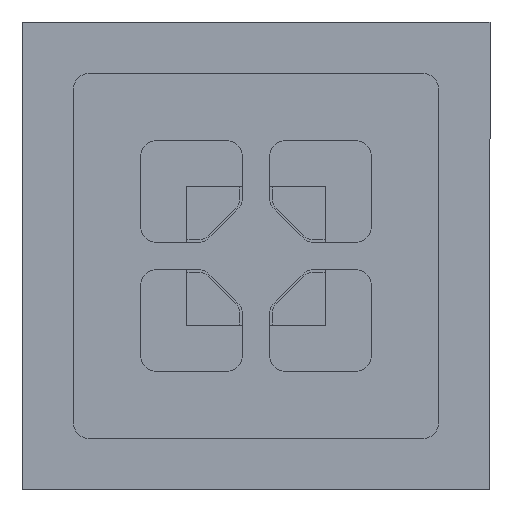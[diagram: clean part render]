
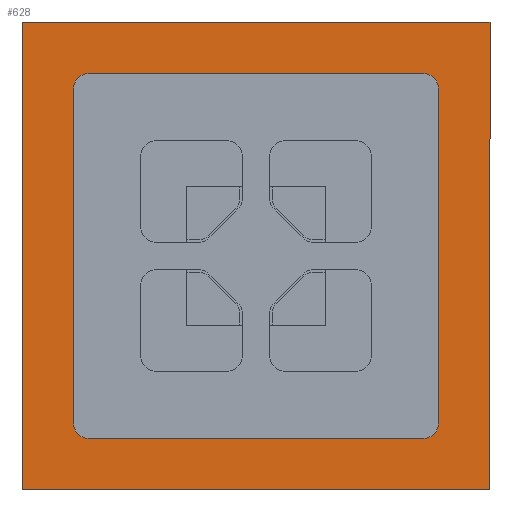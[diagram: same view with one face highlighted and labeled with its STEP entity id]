
A CAD part, front view. The second image highlights one B-rep face of the part: STEP entity #628.
In plain terms, the highlighted planar face has unit normal (0, -1, 0).
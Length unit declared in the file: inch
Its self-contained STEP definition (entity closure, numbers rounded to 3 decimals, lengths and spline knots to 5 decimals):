
#3 = CIRCLE ( 'NONE', #1352, 0.0625 ) ;
#51 = CARTESIAN_POINT ( 'NONE',  ( 1.65431, 0.21657, -1.71681 ) ) ;
#99 = CARTESIAN_POINT ( 'NONE',  ( -0.0625, 0.21657, 0.0625 ) ) ;
#119 = CARTESIAN_POINT ( 'NONE',  ( 1.65431, 0.21657, -0.15819 ) ) ;
#186 = CARTESIAN_POINT ( 'NONE',  ( 1.9375, 0.21657, -1.9375 ) ) ;
#236 = DIRECTION ( 'NONE',  ( 0., -1., 0. ) ) ;
#244 = EDGE_CURVE ( 'NONE', #1439, #2151, #3, .T. ) ;
#259 = VECTOR ( 'NONE', #850, 39.37008 ) ;
#274 = PLANE ( 'NONE',  #2211 ) ;
#289 = DIRECTION ( 'NONE',  ( 0., 1., 0. ) ) ;
#306 = VERTEX_POINT ( 'NONE', #536 ) ;
#323 = LINE ( 'NONE', #3511, #2886 ) ;
#330 = VECTOR ( 'NONE', #1338, 39.37008 ) ;
#455 = DIRECTION ( 'NONE',  ( 0., 0., 1. ) ) ;
#536 = CARTESIAN_POINT ( 'NONE',  ( 1.71681, 0.21657, -0.22069 ) ) ;
#572 = VECTOR ( 'NONE', #996, 39.37008 ) ;
#594 = DIRECTION ( 'NONE',  ( 0., -1., 0. ) ) ;
#613 = VERTEX_POINT ( 'NONE', #948 ) ;
#628 = ADVANCED_FACE ( 'NONE', ( #1507, #3149 ), #274, .F. ) ;
#746 = DIRECTION ( 'NONE',  ( 0., -1., 0. ) ) ;
#774 = EDGE_CURVE ( 'NONE', #3675, #2186, #3036, .T. ) ;
#778 = ORIENTED_EDGE ( 'NONE', *, *, #1213, .F. ) ;
#796 = CARTESIAN_POINT ( 'NONE',  ( 0.15819, 0.21657, -0.22069 ) ) ;
#797 = CARTESIAN_POINT ( 'NONE',  ( 0.22069, 0.21657, -1.71681 ) ) ;
#850 = DIRECTION ( 'NONE',  ( 0., 0., 1. ) ) ;
#916 = DIRECTION ( 'NONE',  ( -1., 0., 0. ) ) ;
#917 = CARTESIAN_POINT ( 'NONE',  ( 1.65431, 0.21657, -1.65431 ) ) ;
#927 = VECTOR ( 'NONE', #2527, 39.37008 ) ;
#948 = CARTESIAN_POINT ( 'NONE',  ( 1.65431, 0.21657, -0.15819 ) ) ;
#958 = CARTESIAN_POINT ( 'NONE',  ( -0.0625, 0.21657, -1.9375 ) ) ;
#996 = DIRECTION ( 'NONE',  ( 0., 0., -1. ) ) ;
#1048 = CARTESIAN_POINT ( 'NONE',  ( -0.0625, 0.21657, -1.9375 ) ) ;
#1092 = EDGE_CURVE ( 'NONE', #2504, #306, #1731, .T. ) ;
#1198 = DIRECTION ( 'NONE',  ( 0., 0., 1. ) ) ;
#1213 = EDGE_CURVE ( 'NONE', #2151, #1694, #3585, .T. ) ;
#1224 = CIRCLE ( 'NONE', #3105, 0.0625 ) ;
#1301 = LINE ( 'NONE', #958, #3224 ) ;
#1338 = DIRECTION ( 'NONE',  ( 0., 0., -1. ) ) ;
#1352 = AXIS2_PLACEMENT_3D ( 'NONE', #3676, #746, #455 ) ;
#1365 = VECTOR ( 'NONE', #916, 39.37008 ) ;
#1439 = VERTEX_POINT ( 'NONE', #2238 ) ;
#1488 = ORIENTED_EDGE ( 'NONE', *, *, #244, .F. ) ;
#1507 = FACE_OUTER_BOUND ( 'NONE', #2661, .T. ) ;
#1517 = EDGE_CURVE ( 'NONE', #2786, #1811, #323, .T. ) ;
#1527 = DIRECTION ( 'NONE',  ( 0., -1., 0. ) ) ;
#1618 = CIRCLE ( 'NONE', #2825, 0.0625 ) ;
#1694 = VERTEX_POINT ( 'NONE', #1913 ) ;
#1731 = LINE ( 'NONE', #2888, #259 ) ;
#1811 = VERTEX_POINT ( 'NONE', #1048 ) ;
#1817 = VERTEX_POINT ( 'NONE', #2216 ) ;
#1836 = DIRECTION ( 'NONE',  ( 0., 0., 1. ) ) ;
#1848 = ORIENTED_EDGE ( 'NONE', *, *, #1092, .F. ) ;
#1852 = CARTESIAN_POINT ( 'NONE',  ( 1.65431, 0.21657, -0.22069 ) ) ;
#1887 = EDGE_CURVE ( 'NONE', #1694, #1817, #1618, .T. ) ;
#1912 = VECTOR ( 'NONE', #3571, 39.37008 ) ;
#1913 = CARTESIAN_POINT ( 'NONE',  ( 0.15819, 0.21657, -1.65431 ) ) ;
#1919 = ORIENTED_EDGE ( 'NONE', *, *, #3111, .F. ) ;
#1931 = LINE ( 'NONE', #186, #330 ) ;
#1983 = EDGE_CURVE ( 'NONE', #613, #1439, #3252, .T. ) ;
#2129 = CARTESIAN_POINT ( 'NONE',  ( -0.0625, 0.21657, 0.0625 ) ) ;
#2142 = CARTESIAN_POINT ( 'NONE',  ( 0.15819, 0.21657, -0.22069 ) ) ;
#2151 = VERTEX_POINT ( 'NONE', #796 ) ;
#2186 = VERTEX_POINT ( 'NONE', #3095 ) ;
#2211 = AXIS2_PLACEMENT_3D ( 'NONE', #3482, #289, #2640 ) ;
#2216 = CARTESIAN_POINT ( 'NONE',  ( 0.22069, 0.21657, -1.71681 ) ) ;
#2230 = LINE ( 'NONE', #797, #927 ) ;
#2238 = CARTESIAN_POINT ( 'NONE',  ( 0.22069, 0.21657, -0.15819 ) ) ;
#2273 = EDGE_LOOP ( 'NONE', ( #2760, #3441, #1848, #1919, #3614, #3709, #778, #1488 ) ) ;
#2351 = CARTESIAN_POINT ( 'NONE',  ( 1.9375, 0.21657, -1.9375 ) ) ;
#2504 = VERTEX_POINT ( 'NONE', #3340 ) ;
#2527 = DIRECTION ( 'NONE',  ( 1., 0., 0. ) ) ;
#2531 = EDGE_CURVE ( 'NONE', #2186, #2786, #1931, .T. ) ;
#2543 = ORIENTED_EDGE ( 'NONE', *, *, #1517, .F. ) ;
#2640 = DIRECTION ( 'NONE',  ( 0., 0., 1. ) ) ;
#2661 = EDGE_LOOP ( 'NONE', ( #2869, #2543, #3179, #2790 ) ) ;
#2678 = DIRECTION ( 'NONE',  ( 0., 0., 1. ) ) ;
#2736 = VERTEX_POINT ( 'NONE', #51 ) ;
#2760 = ORIENTED_EDGE ( 'NONE', *, *, #1983, .F. ) ;
#2786 = VERTEX_POINT ( 'NONE', #2351 ) ;
#2790 = ORIENTED_EDGE ( 'NONE', *, *, #774, .F. ) ;
#2825 = AXIS2_PLACEMENT_3D ( 'NONE', #2853, #236, #3735 ) ;
#2853 = CARTESIAN_POINT ( 'NONE',  ( 0.22069, 0.21657, -1.65431 ) ) ;
#2869 = ORIENTED_EDGE ( 'NONE', *, *, #2896, .F. ) ;
#2882 = DIRECTION ( 'NONE',  ( -1., 0., 0. ) ) ;
#2886 = VECTOR ( 'NONE', #2882, 39.37008 ) ;
#2888 = CARTESIAN_POINT ( 'NONE',  ( 1.71681, 0.21657, -1.65431 ) ) ;
#2896 = EDGE_CURVE ( 'NONE', #1811, #3675, #1301, .T. ) ;
#3036 = LINE ( 'NONE', #99, #1912 ) ;
#3095 = CARTESIAN_POINT ( 'NONE',  ( 1.9375, 0.21657, 0.0625 ) ) ;
#3105 = AXIS2_PLACEMENT_3D ( 'NONE', #1852, #1527, #2678 ) ;
#3111 = EDGE_CURVE ( 'NONE', #2736, #2504, #3593, .T. ) ;
#3149 = FACE_BOUND ( 'NONE', #2273, .T. ) ;
#3179 = ORIENTED_EDGE ( 'NONE', *, *, #2531, .F. ) ;
#3224 = VECTOR ( 'NONE', #1836, 39.37008 ) ;
#3252 = LINE ( 'NONE', #119, #1365 ) ;
#3340 = CARTESIAN_POINT ( 'NONE',  ( 1.71681, 0.21657, -1.65431 ) ) ;
#3354 = EDGE_CURVE ( 'NONE', #306, #613, #1224, .T. ) ;
#3441 = ORIENTED_EDGE ( 'NONE', *, *, #3354, .F. ) ;
#3472 = EDGE_CURVE ( 'NONE', #1817, #2736, #2230, .T. ) ;
#3482 = CARTESIAN_POINT ( 'NONE',  ( 0., 0.21657, 0. ) ) ;
#3511 = CARTESIAN_POINT ( 'NONE',  ( -0.0625, 0.21657, -1.9375 ) ) ;
#3571 = DIRECTION ( 'NONE',  ( 1., 0., 0. ) ) ;
#3585 = LINE ( 'NONE', #2142, #572 ) ;
#3593 = CIRCLE ( 'NONE', #3717, 0.0625 ) ;
#3614 = ORIENTED_EDGE ( 'NONE', *, *, #3472, .F. ) ;
#3675 = VERTEX_POINT ( 'NONE', #2129 ) ;
#3676 = CARTESIAN_POINT ( 'NONE',  ( 0.22069, 0.21657, -0.22069 ) ) ;
#3709 = ORIENTED_EDGE ( 'NONE', *, *, #1887, .F. ) ;
#3717 = AXIS2_PLACEMENT_3D ( 'NONE', #917, #594, #1198 ) ;
#3735 = DIRECTION ( 'NONE',  ( 0., 0., 1. ) ) ;
